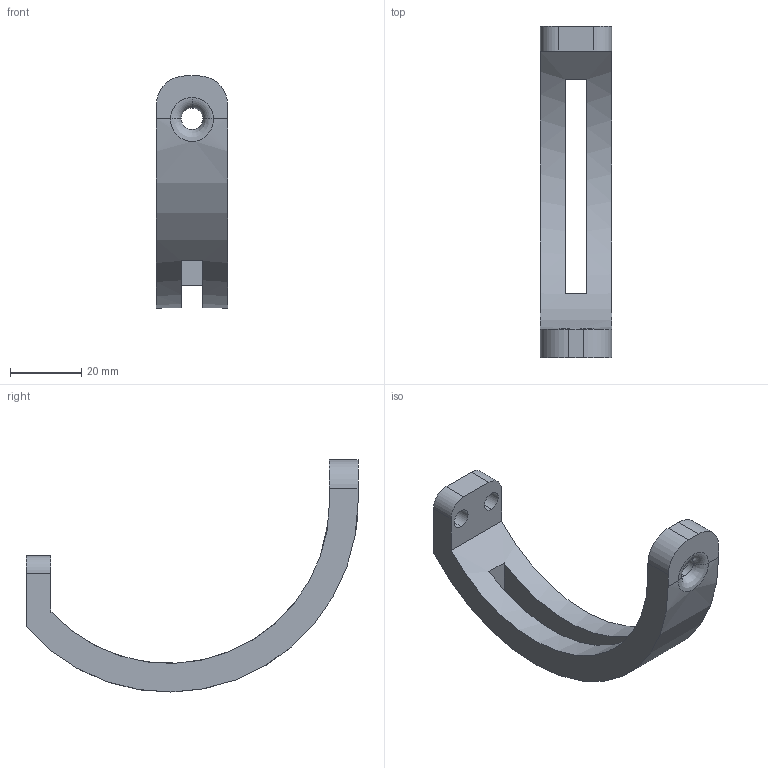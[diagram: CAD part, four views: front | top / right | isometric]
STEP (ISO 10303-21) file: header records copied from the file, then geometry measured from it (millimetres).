
FILE_DESCRIPTION (( 'STEP AP214' ), '1' );
FILE_NAME ('ropeguide_v3.STEP', '2023-07-28T15:12:51', ( '' ), ( '' ), 'SwSTEP 2.0', 'SolidWorks 2021', '' );
FILE_SCHEMA (( 'AUTOMOTIVE_DESIGN' ));
Length unit declared in the file: millimetre
Products named in the file (1): ropeguide_v3
Bounding box: 20 x 93 x 65 mm (x, y, z)
Volume: 19255.6 mm3; surface area: 8979.5 mm2
Topology: 1 solids, 1 shells, 29 faces, 82 edges, 53 vertices
Faces by surface type: cylinder 12, plane 12, torus 3, bspline 2
Entity records: 1394 total; most frequent: CARTESIAN_POINT 577, DIRECTION 168, ORIENTED_EDGE 164, EDGE_CURVE 82, AXIS2_PLACEMENT_3D 64, VERTEX_POINT 53, LINE 40, VECTOR 40
